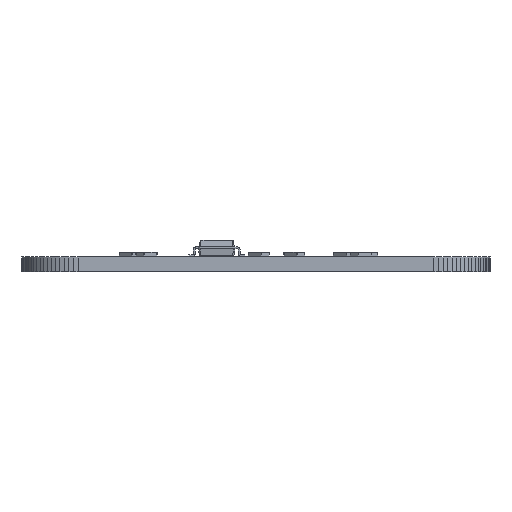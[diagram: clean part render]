
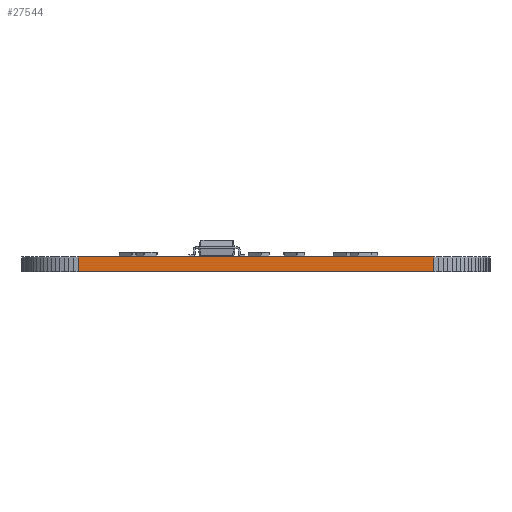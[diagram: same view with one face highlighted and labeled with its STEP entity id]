
A CAD part, left-side view. The second image highlights one B-rep face of the part: STEP entity #27544.
In plain terms, the highlighted planar face has unit normal (-1, 0, 0).
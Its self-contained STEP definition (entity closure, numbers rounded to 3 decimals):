
#21607 = PLANE('',#21608);
#21608 = AXIS2_PLACEMENT_3D('',#21609,#21610,#21611);
#21609 = CARTESIAN_POINT('',(175.,-105.,1.6));
#21610 = DIRECTION('',(-0.,-0.,-1.));
#21611 = DIRECTION('',(-1.,0.,0.));
#21661 = PLANE('',#21662);
#21662 = AXIS2_PLACEMENT_3D('',#21663,#21664,#21665);
#21663 = CARTESIAN_POINT('',(175.,-105.,0.));
#21664 = DIRECTION('',(-0.,-0.,-1.));
#21665 = DIRECTION('',(-1.,0.,0.));
#23366 = VERTEX_POINT('',#23367);
#23367 = CARTESIAN_POINT('',(110.,-124.,0.));
#23381 = PLANE('',#23382);
#23382 = AXIS2_PLACEMENT_3D('',#23383,#23384,#23385);
#23383 = CARTESIAN_POINT('',(110.02,-124.495,0.));
#23384 = DIRECTION('',(-0.999,-0.041,0.));
#23385 = DIRECTION('',(-0.041,0.999,0.));
#23393 = EDGE_CURVE('',#23366,#23394,#23396,.T.);
#23394 = VERTEX_POINT('',#23395);
#23395 = CARTESIAN_POINT('',(110.,-86.,0.));
#23396 = SURFACE_CURVE('',#23397,(#23401,#23408),.PCURVE_S1.);
#23397 = LINE('',#23398,#23399);
#23398 = CARTESIAN_POINT('',(110.,-124.,0.));
#23399 = VECTOR('',#23400,1.);
#23400 = DIRECTION('',(0.,1.,0.));
#23401 = PCURVE('',#21661,#23402);
#23402 = DEFINITIONAL_REPRESENTATION('',(#23403),#23407);
#23403 = LINE('',#23404,#23405);
#23404 = CARTESIAN_POINT('',(65.,-19.));
#23405 = VECTOR('',#23406,1.);
#23406 = DIRECTION('',(0.,1.));
#23407 = ( GEOMETRIC_REPRESENTATION_CONTEXT(2) 
PARAMETRIC_REPRESENTATION_CONTEXT() REPRESENTATION_CONTEXT('2D SPACE',''
  ) );
#23408 = PCURVE('',#23409,#23414);
#23409 = PLANE('',#23410);
#23410 = AXIS2_PLACEMENT_3D('',#23411,#23412,#23413);
#23411 = CARTESIAN_POINT('',(110.,-124.,0.));
#23412 = DIRECTION('',(-1.,0.,0.));
#23413 = DIRECTION('',(0.,1.,0.));
#23414 = DEFINITIONAL_REPRESENTATION('',(#23415),#23419);
#23415 = LINE('',#23416,#23417);
#23416 = CARTESIAN_POINT('',(0.,0.));
#23417 = VECTOR('',#23418,1.);
#23418 = DIRECTION('',(1.,0.));
#23419 = ( GEOMETRIC_REPRESENTATION_CONTEXT(2) 
PARAMETRIC_REPRESENTATION_CONTEXT() REPRESENTATION_CONTEXT('2D SPACE',''
  ) );
#23437 = PLANE('',#23438);
#23438 = AXIS2_PLACEMENT_3D('',#23439,#23440,#23441);
#23439 = CARTESIAN_POINT('',(110.,-86.,0.));
#23440 = DIRECTION('',(-0.999,0.041,0.));
#23441 = DIRECTION('',(0.041,0.999,0.));
#25631 = VERTEX_POINT('',#25632);
#25632 = CARTESIAN_POINT('',(110.,-124.,1.6));
#25653 = EDGE_CURVE('',#25631,#25654,#25656,.T.);
#25654 = VERTEX_POINT('',#25655);
#25655 = CARTESIAN_POINT('',(110.,-86.,1.6));
#25656 = SURFACE_CURVE('',#25657,(#25661,#25668),.PCURVE_S1.);
#25657 = LINE('',#25658,#25659);
#25658 = CARTESIAN_POINT('',(110.,-124.,1.6));
#25659 = VECTOR('',#25660,1.);
#25660 = DIRECTION('',(0.,1.,0.));
#25661 = PCURVE('',#21607,#25662);
#25662 = DEFINITIONAL_REPRESENTATION('',(#25663),#25667);
#25663 = LINE('',#25664,#25665);
#25664 = CARTESIAN_POINT('',(65.,-19.));
#25665 = VECTOR('',#25666,1.);
#25666 = DIRECTION('',(0.,1.));
#25667 = ( GEOMETRIC_REPRESENTATION_CONTEXT(2) 
PARAMETRIC_REPRESENTATION_CONTEXT() REPRESENTATION_CONTEXT('2D SPACE',''
  ) );
#25668 = PCURVE('',#23409,#25669);
#25669 = DEFINITIONAL_REPRESENTATION('',(#25670),#25674);
#25670 = LINE('',#25671,#25672);
#25671 = CARTESIAN_POINT('',(0.,-1.6));
#25672 = VECTOR('',#25673,1.);
#25673 = DIRECTION('',(1.,0.));
#25674 = ( GEOMETRIC_REPRESENTATION_CONTEXT(2) 
PARAMETRIC_REPRESENTATION_CONTEXT() REPRESENTATION_CONTEXT('2D SPACE',''
  ) );
#27494 = EDGE_CURVE('',#23394,#25654,#27495,.T.);
#27495 = SURFACE_CURVE('',#27496,(#27500,#27507),.PCURVE_S1.);
#27496 = LINE('',#27497,#27498);
#27497 = CARTESIAN_POINT('',(110.,-86.,0.));
#27498 = VECTOR('',#27499,1.);
#27499 = DIRECTION('',(0.,0.,1.));
#27500 = PCURVE('',#23437,#27501);
#27501 = DEFINITIONAL_REPRESENTATION('',(#27502),#27506);
#27502 = LINE('',#27503,#27504);
#27503 = CARTESIAN_POINT('',(0.,0.));
#27504 = VECTOR('',#27505,1.);
#27505 = DIRECTION('',(0.,-1.));
#27506 = ( GEOMETRIC_REPRESENTATION_CONTEXT(2) 
PARAMETRIC_REPRESENTATION_CONTEXT() REPRESENTATION_CONTEXT('2D SPACE',''
  ) );
#27507 = PCURVE('',#23409,#27508);
#27508 = DEFINITIONAL_REPRESENTATION('',(#27509),#27513);
#27509 = LINE('',#27510,#27511);
#27510 = CARTESIAN_POINT('',(38.,0.));
#27511 = VECTOR('',#27512,1.);
#27512 = DIRECTION('',(0.,-1.));
#27513 = ( GEOMETRIC_REPRESENTATION_CONTEXT(2) 
PARAMETRIC_REPRESENTATION_CONTEXT() REPRESENTATION_CONTEXT('2D SPACE',''
  ) );
#27544 = ADVANCED_FACE('',(#27545),#23409,.T.);
#27545 = FACE_BOUND('',#27546,.T.);
#27546 = EDGE_LOOP('',(#27547,#27568,#27569,#27570));
#27547 = ORIENTED_EDGE('',*,*,#27548,.T.);
#27548 = EDGE_CURVE('',#23366,#25631,#27549,.T.);
#27549 = SURFACE_CURVE('',#27550,(#27554,#27561),.PCURVE_S1.);
#27550 = LINE('',#27551,#27552);
#27551 = CARTESIAN_POINT('',(110.,-124.,0.));
#27552 = VECTOR('',#27553,1.);
#27553 = DIRECTION('',(0.,0.,1.));
#27554 = PCURVE('',#23409,#27555);
#27555 = DEFINITIONAL_REPRESENTATION('',(#27556),#27560);
#27556 = LINE('',#27557,#27558);
#27557 = CARTESIAN_POINT('',(0.,0.));
#27558 = VECTOR('',#27559,1.);
#27559 = DIRECTION('',(0.,-1.));
#27560 = ( GEOMETRIC_REPRESENTATION_CONTEXT(2) 
PARAMETRIC_REPRESENTATION_CONTEXT() REPRESENTATION_CONTEXT('2D SPACE',''
  ) );
#27561 = PCURVE('',#23381,#27562);
#27562 = DEFINITIONAL_REPRESENTATION('',(#27563),#27567);
#27563 = LINE('',#27564,#27565);
#27564 = CARTESIAN_POINT('',(0.496,0.));
#27565 = VECTOR('',#27566,1.);
#27566 = DIRECTION('',(0.,-1.));
#27567 = ( GEOMETRIC_REPRESENTATION_CONTEXT(2) 
PARAMETRIC_REPRESENTATION_CONTEXT() REPRESENTATION_CONTEXT('2D SPACE',''
  ) );
#27568 = ORIENTED_EDGE('',*,*,#25653,.T.);
#27569 = ORIENTED_EDGE('',*,*,#27494,.F.);
#27570 = ORIENTED_EDGE('',*,*,#23393,.F.);
